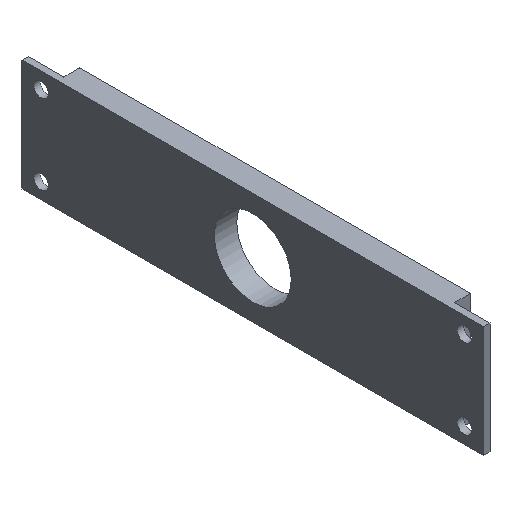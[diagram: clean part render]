
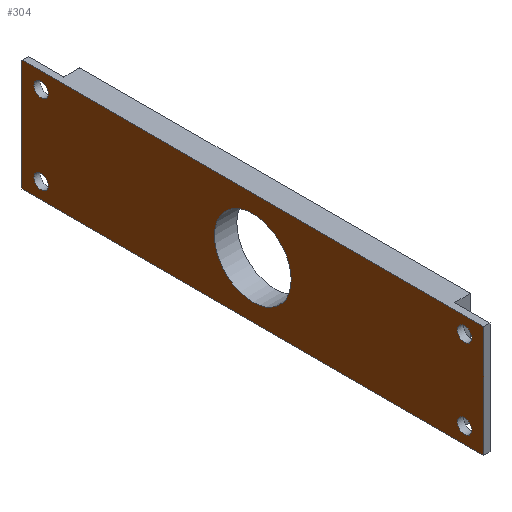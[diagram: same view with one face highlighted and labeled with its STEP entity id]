
A CAD part, isometric view. The second image highlights one B-rep face of the part: STEP entity #304.
In plain terms, the highlighted planar face has unit normal (-1, 0, 0).
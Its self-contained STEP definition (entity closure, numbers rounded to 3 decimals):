
#20=FACE_BOUND('',#69,.T.);
#21=FACE_BOUND('',#70,.T.);
#22=FACE_BOUND('',#71,.T.);
#23=FACE_BOUND('',#72,.T.);
#24=FACE_BOUND('',#73,.T.);
#33=PLANE('',#331);
#48=FACE_OUTER_BOUND('',#68,.T.);
#68=EDGE_LOOP('',(#273,#274,#275,#276));
#69=EDGE_LOOP('',(#277));
#70=EDGE_LOOP('',(#278));
#71=EDGE_LOOP('',(#279));
#72=EDGE_LOOP('',(#280));
#73=EDGE_LOOP('',(#281));
#80=LINE('',#448,#109);
#88=LINE('',#464,#117);
#94=LINE('',#476,#123);
#103=LINE('',#493,#132);
#109=VECTOR('',#372,10.);
#117=VECTOR('',#382,10.);
#123=VECTOR('',#392,10.);
#132=VECTOR('',#411,10.);
#133=CIRCLE('',#309,12.025);
#135=CIRCLE('',#312,2.25);
#137=CIRCLE('',#315,2.25);
#139=CIRCLE('',#318,2.25);
#141=CIRCLE('',#321,2.25);
#143=VERTEX_POINT('',#416);
#145=VERTEX_POINT('',#422);
#147=VERTEX_POINT('',#428);
#149=VERTEX_POINT('',#434);
#151=VERTEX_POINT('',#440);
#153=VERTEX_POINT('',#446);
#154=VERTEX_POINT('',#447);
#161=VERTEX_POINT('',#463);
#165=VERTEX_POINT('',#475);
#169=EDGE_CURVE('',#143,#143,#133,.T.);
#172=EDGE_CURVE('',#145,#145,#135,.T.);
#175=EDGE_CURVE('',#147,#147,#137,.T.);
#178=EDGE_CURVE('',#149,#149,#139,.T.);
#181=EDGE_CURVE('',#151,#151,#141,.T.);
#184=EDGE_CURVE('',#153,#154,#80,.T.);
#192=EDGE_CURVE('',#154,#161,#88,.T.);
#198=EDGE_CURVE('',#161,#165,#94,.T.);
#207=EDGE_CURVE('',#165,#153,#103,.T.);
#273=ORIENTED_EDGE('',*,*,#198,.F.);
#274=ORIENTED_EDGE('',*,*,#192,.F.);
#275=ORIENTED_EDGE('',*,*,#184,.F.);
#276=ORIENTED_EDGE('',*,*,#207,.F.);
#277=ORIENTED_EDGE('',*,*,#169,.T.);
#278=ORIENTED_EDGE('',*,*,#172,.T.);
#279=ORIENTED_EDGE('',*,*,#175,.T.);
#280=ORIENTED_EDGE('',*,*,#178,.T.);
#281=ORIENTED_EDGE('',*,*,#181,.T.);
#304=ADVANCED_FACE('',(#48,#20,#21,#22,#23,#24),#33,.T.);
#309=AXIS2_PLACEMENT_3D('',#417,#337,#338);
#312=AXIS2_PLACEMENT_3D('',#423,#344,#345);
#315=AXIS2_PLACEMENT_3D('',#429,#351,#352);
#318=AXIS2_PLACEMENT_3D('',#435,#358,#359);
#321=AXIS2_PLACEMENT_3D('',#441,#365,#366);
#331=AXIS2_PLACEMENT_3D('',#492,#409,#410);
#337=DIRECTION('center_axis',(1.,0.,0.));
#338=DIRECTION('ref_axis',(0.,-1.,0.));
#344=DIRECTION('center_axis',(1.,0.,0.));
#345=DIRECTION('ref_axis',(0.,-1.,0.));
#351=DIRECTION('center_axis',(1.,0.,0.));
#352=DIRECTION('ref_axis',(0.,-1.,0.));
#358=DIRECTION('center_axis',(1.,0.,0.));
#359=DIRECTION('ref_axis',(0.,-1.,0.));
#365=DIRECTION('center_axis',(1.,0.,0.));
#366=DIRECTION('ref_axis',(0.,-1.,0.));
#372=DIRECTION('',(0.,1.,0.));
#382=DIRECTION('',(0.,0.,1.));
#392=DIRECTION('',(0.,-1.,0.));
#409=DIRECTION('center_axis',(-1.,0.,0.));
#410=DIRECTION('ref_axis',(0.,-1.,0.));
#411=DIRECTION('',(0.,0.,-1.));
#416=CARTESIAN_POINT('',(-122.,104.525,17.5));
#417=CARTESIAN_POINT('Origin',(-122.,92.5,17.5));
#422=CARTESIAN_POINT('',(-122.,28.35,5.));
#423=CARTESIAN_POINT('Origin',(-122.,26.1,5.));
#428=CARTESIAN_POINT('',(-122.,28.35,30.));
#429=CARTESIAN_POINT('Origin',(-122.,26.1,30.));
#434=CARTESIAN_POINT('',(-122.,161.15,5.));
#435=CARTESIAN_POINT('Origin',(-122.,158.9,5.));
#440=CARTESIAN_POINT('',(-122.,161.15,30.));
#441=CARTESIAN_POINT('Origin',(-122.,158.9,30.));
#446=CARTESIAN_POINT('',(-122.,20.1,0.));
#447=CARTESIAN_POINT('',(-122.,164.9,0.));
#448=CARTESIAN_POINT('',(-122.,129.45,0.));
#463=CARTESIAN_POINT('',(-122.,164.9,35.));
#464=CARTESIAN_POINT('',(-122.,164.9,17.5));
#475=CARTESIAN_POINT('',(-122.,20.1,35.));
#476=CARTESIAN_POINT('',(-122.,129.45,35.));
#492=CARTESIAN_POINT('Origin',(-122.,164.,0.));
#493=CARTESIAN_POINT('',(-122.,20.1,0.));
